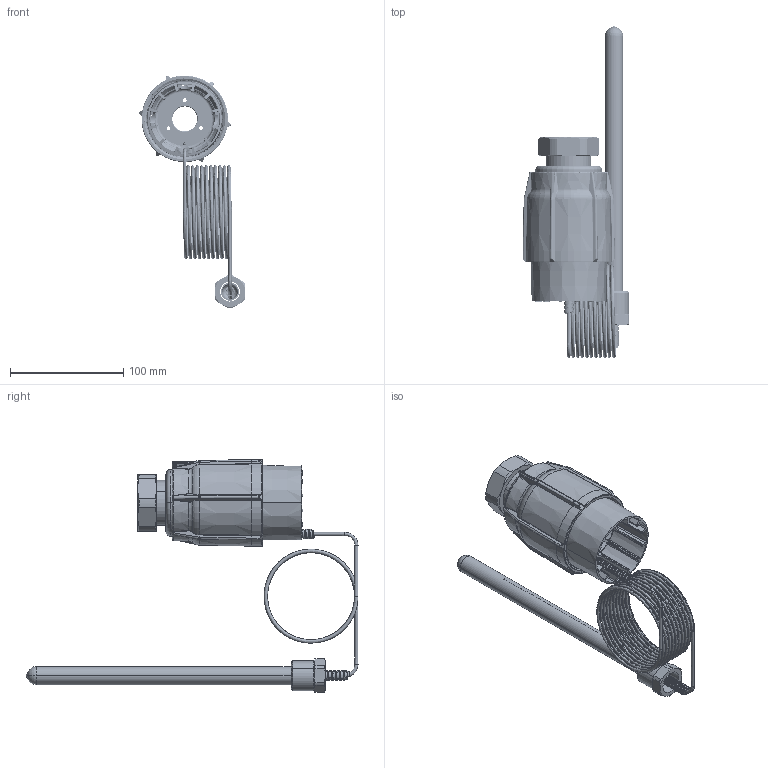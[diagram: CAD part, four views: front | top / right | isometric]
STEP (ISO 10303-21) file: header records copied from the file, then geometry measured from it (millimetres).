
FILE_DESCRIPTION((''),'2;1');
FILE_NAME('065-0604_ASM','2015-03-02T',('u317927'),('Danfoss'),'PRO/ENGINEER BY PARAMETRIC TECHNOLOGY CORPORATION, 2014000','PRO/ENGINEER BY PARAMETRIC TECHNOLOGY CORPORATION, 2014000','');
FILE_SCHEMA(('CONFIG_CONTROL_DESIGN'));
Length unit declared in the file: millimetre
Products named in the file (25): MANIFOLD_SOLID_BREP_43372; MANIFOLD_SOLID_BREP_86490; MANIFOLD_SOLID_BREP_86527; MANIFOLD_SOLID_BREP_86576; MANIFOLD_SOLID_BREP_86625; MANIFOLD_SOLID_BREP_86674; MANIFOLD_SOLID_BREP_86723; MANIFOLD_SOLID_BREP_86772; MANIFOLD_SOLID_BREP_86821; MANIFOLD_SOLID_BREP_86870; MANIFOLD_SOLID_BREP_86919; 8460531_1_ASM; 8460532_1; 8890090_1; ZVITA_KAPILARA_1; 8460507_1; 8460505_2OD2_1; 8460505_1OD2_1; 2065012_1; 8460500_ASM_2_ASM; 8460516_1; 8460530_1; 8460528_1; 065-0604_ASM_2_ASM; 065-0604_ASM
Assembly tree (24 placements, depth 4):
  065-0604_ASM
    065-0604_ASM_2_ASM
      8460531_1_ASM
        MANIFOLD_SOLID_BREP_43372
        MANIFOLD_SOLID_BREP_86490
        MANIFOLD_SOLID_BREP_86527
        MANIFOLD_SOLID_BREP_86576
        MANIFOLD_SOLID_BREP_86625
        MANIFOLD_SOLID_BREP_86674
        MANIFOLD_SOLID_BREP_86723
        MANIFOLD_SOLID_BREP_86772
        MANIFOLD_SOLID_BREP_86821
        MANIFOLD_SOLID_BREP_86870
        MANIFOLD_SOLID_BREP_86919
      8460532_1
      8890090_1
      8460500_ASM_2_ASM
        ZVITA_KAPILARA_1
        8460507_1
        8460505_2OD2_1
        8460505_1OD2_1
        2065012_1
      8460516_1
      8460530_1
      8460528_1
Bounding box: 94.16 x 293.44 x 205.77 mm (x, y, z)
Volume: 149405.9 mm3; surface area: 212083.9 mm2
Topology: 12 solids, 27 shells, 1762 faces, 4736 edges, 3002 vertices
Faces by surface type: bspline 554, cylinder 443, plane 340, torus 202, cone 145, extrusion 36, revolution 32, sphere 10
Entity records: 105029 total; most frequent: CARTESIAN_POINT 66028, ORIENTED_EDGE 9153, DIRECTION 6185, EDGE_CURVE 4725, VERTEX_POINT 3004, AXIS2_PLACEMENT_3D 2460, B_SPLINE_CURVE_WITH_KNOTS 2350, EDGE_LOOP 1812
